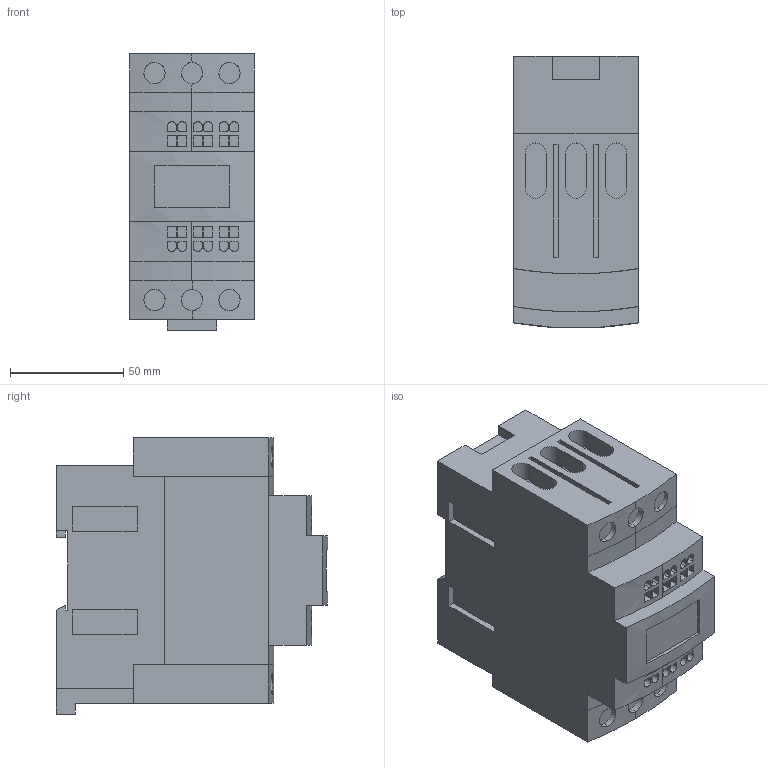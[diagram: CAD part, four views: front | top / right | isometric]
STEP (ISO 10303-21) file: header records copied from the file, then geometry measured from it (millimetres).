
FILE_DESCRIPTION(('starvars output'),'2;1');
FILE_NAME('LC1D50A3BD_3D.stp','10:20:06 2020/03/31',( 'Thomas Industrial Network Germany GmbH'),( 'Thomas Industrial Network Germany GmbH'),'unknown preprocess','ACIS' ,'unknown authorization');
FILE_SCHEMA(('AUTOMOTIVE_DESIGN_CC2 {UNKNOWN IMPLEMENTATION LEVEL}'));
Length unit declared in the file: millimetre
Products named in the file (5): PRODUCT_ID_171; PRODUCT_ID_172; PRODUCT_ID_173; PRODUCT_ID_174; PRODUCT_ID_175
Bounding box: 55.12 x 119.8 x 121.92 mm (x, y, z)
Volume: 626491.2 mm3; surface area: 90556.2 mm2
Topology: 5 solids, 5 shells, 310 faces, 773 edges, 516 vertices
Faces by surface type: plane 237, cylinder 73
Entity records: 12410 total; most frequent: CARTESIAN_POINT 2189, ORIENTED_EDGE 1546, DIRECTION 1403, EDGE_CURVE 773, VECTOR 575, LINE 575, VERTEX_POINT 516, AXIS2_PLACEMENT_3D 414
